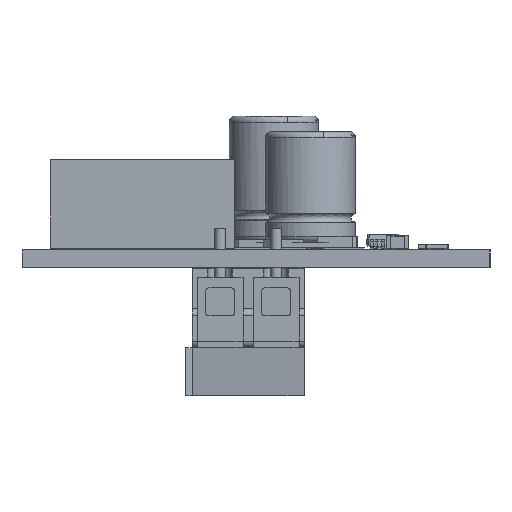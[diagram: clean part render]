
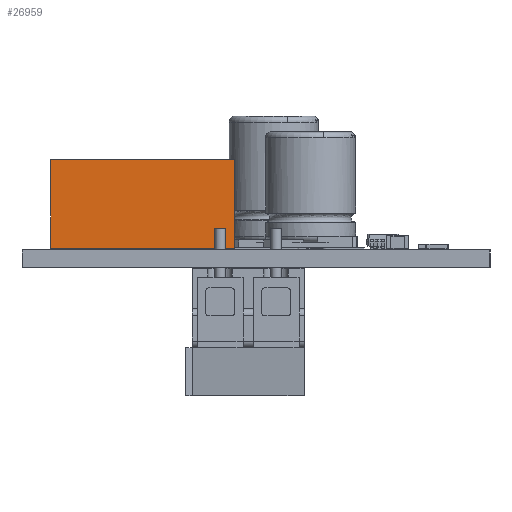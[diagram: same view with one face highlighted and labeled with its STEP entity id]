
A CAD part, left-side view. The second image highlights one B-rep face of the part: STEP entity #26959.
In plain terms, the highlighted planar face has unit normal (-1, 0, 0).
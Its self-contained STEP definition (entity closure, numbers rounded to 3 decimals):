
#14954 = PLANE('',#14955);
#14955 = AXIS2_PLACEMENT_3D('',#14956,#14957,#14958);
#14956 = CARTESIAN_POINT('',(7.7,7.9,8.2));
#14957 = DIRECTION('',(0.,1.,0.));
#14958 = DIRECTION('',(0.,-0.,1.));
#20776 = EDGE_CURVE('',#20777,#20779,#20781,.T.);
#20777 = VERTEX_POINT('',#20778);
#20778 = CARTESIAN_POINT('',(-7.7,7.9,-8.2));
#20779 = VERTEX_POINT('',#20780);
#20780 = CARTESIAN_POINT('',(-7.7,7.9,8.2));
#20781 = SURFACE_CURVE('',#20782,(#20786,#20793),.PCURVE_S1.);
#20782 = LINE('',#20783,#20784);
#20783 = CARTESIAN_POINT('',(-7.7,7.9,8.2));
#20784 = VECTOR('',#20785,1.);
#20785 = DIRECTION('',(0.,-0.,1.));
#20786 = PCURVE('',#14954,#20787);
#20787 = DEFINITIONAL_REPRESENTATION('',(#20788),#20792);
#20788 = LINE('',#20789,#20790);
#20789 = CARTESIAN_POINT('',(0.,-15.4));
#20790 = VECTOR('',#20791,1.);
#20791 = DIRECTION('',(1.,0.));
#20792 = ( GEOMETRIC_REPRESENTATION_CONTEXT(2) 
PARAMETRIC_REPRESENTATION_CONTEXT() REPRESENTATION_CONTEXT('2D SPACE',''
  ) );
#20793 = PCURVE('',#20794,#20799);
#20794 = PLANE('',#20795);
#20795 = AXIS2_PLACEMENT_3D('',#20796,#20797,#20798);
#20796 = CARTESIAN_POINT('',(-7.7,7.9,-8.2));
#20797 = DIRECTION('',(1.,0.,0.));
#20798 = DIRECTION('',(0.,0.,-1.));
#20799 = DEFINITIONAL_REPRESENTATION('',(#20800),#20804);
#20800 = LINE('',#20801,#20802);
#20801 = CARTESIAN_POINT('',(-16.4,0.));
#20802 = VECTOR('',#20803,1.);
#20803 = DIRECTION('',(-1.,0.));
#20804 = ( GEOMETRIC_REPRESENTATION_CONTEXT(2) 
PARAMETRIC_REPRESENTATION_CONTEXT() REPRESENTATION_CONTEXT('2D SPACE',''
  ) );
#20822 = PLANE('',#20823);
#20823 = AXIS2_PLACEMENT_3D('',#20824,#20825,#20826);
#20824 = CARTESIAN_POINT('',(-7.7,7.9,8.2));
#20825 = DIRECTION('',(0.,0.,-1.));
#20826 = DIRECTION('',(-1.,0.,-0.));
#20876 = PLANE('',#20877);
#20877 = AXIS2_PLACEMENT_3D('',#20878,#20879,#20880);
#20878 = CARTESIAN_POINT('',(-7.7,7.9,-8.2));
#20879 = DIRECTION('',(0.,0.,1.));
#20880 = DIRECTION('',(1.,0.,-0.));
#26890 = VERTEX_POINT('',#26891);
#26891 = CARTESIAN_POINT('',(-7.7,0.,8.2));
#26905 = PLANE('',#26906);
#26906 = AXIS2_PLACEMENT_3D('',#26907,#26908,#26909);
#26907 = CARTESIAN_POINT('',(7.7,0.,8.2));
#26908 = DIRECTION('',(0.,1.,0.));
#26909 = DIRECTION('',(0.,-0.,1.));
#26917 = EDGE_CURVE('',#26890,#20779,#26918,.T.);
#26918 = SURFACE_CURVE('',#26919,(#26923,#26930),.PCURVE_S1.);
#26919 = LINE('',#26920,#26921);
#26920 = CARTESIAN_POINT('',(-7.7,7.9,8.2));
#26921 = VECTOR('',#26922,1.);
#26922 = DIRECTION('',(0.,1.,0.));
#26923 = PCURVE('',#20822,#26924);
#26924 = DEFINITIONAL_REPRESENTATION('',(#26925),#26929);
#26925 = LINE('',#26926,#26927);
#26926 = CARTESIAN_POINT('',(0.,0.));
#26927 = VECTOR('',#26928,1.);
#26928 = DIRECTION('',(0.,1.));
#26929 = ( GEOMETRIC_REPRESENTATION_CONTEXT(2) 
PARAMETRIC_REPRESENTATION_CONTEXT() REPRESENTATION_CONTEXT('2D SPACE',''
  ) );
#26930 = PCURVE('',#20794,#26931);
#26931 = DEFINITIONAL_REPRESENTATION('',(#26932),#26936);
#26932 = LINE('',#26933,#26934);
#26933 = CARTESIAN_POINT('',(-16.4,0.));
#26934 = VECTOR('',#26935,1.);
#26935 = DIRECTION('',(0.,1.));
#26936 = ( GEOMETRIC_REPRESENTATION_CONTEXT(2) 
PARAMETRIC_REPRESENTATION_CONTEXT() REPRESENTATION_CONTEXT('2D SPACE',''
  ) );
#26959 = ADVANCED_FACE('',(#26960),#20794,.F.);
#26960 = FACE_BOUND('',#26961,.F.);
#26961 = EDGE_LOOP('',(#26962,#26985,#27006,#27007));
#26962 = ORIENTED_EDGE('',*,*,#26963,.T.);
#26963 = EDGE_CURVE('',#26890,#26964,#26966,.T.);
#26964 = VERTEX_POINT('',#26965);
#26965 = CARTESIAN_POINT('',(-7.7,0.,-8.2));
#26966 = SURFACE_CURVE('',#26967,(#26971,#26978),.PCURVE_S1.);
#26967 = LINE('',#26968,#26969);
#26968 = CARTESIAN_POINT('',(-7.7,0.,-8.2));
#26969 = VECTOR('',#26970,1.);
#26970 = DIRECTION('',(0.,0.,-1.));
#26971 = PCURVE('',#20794,#26972);
#26972 = DEFINITIONAL_REPRESENTATION('',(#26973),#26977);
#26973 = LINE('',#26974,#26975);
#26974 = CARTESIAN_POINT('',(-0.,-7.9));
#26975 = VECTOR('',#26976,1.);
#26976 = DIRECTION('',(1.,0.));
#26977 = ( GEOMETRIC_REPRESENTATION_CONTEXT(2) 
PARAMETRIC_REPRESENTATION_CONTEXT() REPRESENTATION_CONTEXT('2D SPACE',''
  ) );
#26978 = PCURVE('',#26905,#26979);
#26979 = DEFINITIONAL_REPRESENTATION('',(#26980),#26984);
#26980 = LINE('',#26981,#26982);
#26981 = CARTESIAN_POINT('',(-16.4,-15.4));
#26982 = VECTOR('',#26983,1.);
#26983 = DIRECTION('',(-1.,0.));
#26984 = ( GEOMETRIC_REPRESENTATION_CONTEXT(2) 
PARAMETRIC_REPRESENTATION_CONTEXT() REPRESENTATION_CONTEXT('2D SPACE',''
  ) );
#26985 = ORIENTED_EDGE('',*,*,#26986,.T.);
#26986 = EDGE_CURVE('',#26964,#20777,#26987,.T.);
#26987 = SURFACE_CURVE('',#26988,(#26992,#26999),.PCURVE_S1.);
#26988 = LINE('',#26989,#26990);
#26989 = CARTESIAN_POINT('',(-7.7,7.9,-8.2));
#26990 = VECTOR('',#26991,1.);
#26991 = DIRECTION('',(0.,1.,0.));
#26992 = PCURVE('',#20794,#26993);
#26993 = DEFINITIONAL_REPRESENTATION('',(#26994),#26998);
#26994 = LINE('',#26995,#26996);
#26995 = CARTESIAN_POINT('',(0.,0.));
#26996 = VECTOR('',#26997,1.);
#26997 = DIRECTION('',(0.,1.));
#26998 = ( GEOMETRIC_REPRESENTATION_CONTEXT(2) 
PARAMETRIC_REPRESENTATION_CONTEXT() REPRESENTATION_CONTEXT('2D SPACE',''
  ) );
#26999 = PCURVE('',#20876,#27000);
#27000 = DEFINITIONAL_REPRESENTATION('',(#27001),#27005);
#27001 = LINE('',#27002,#27003);
#27002 = CARTESIAN_POINT('',(0.,0.));
#27003 = VECTOR('',#27004,1.);
#27004 = DIRECTION('',(0.,1.));
#27005 = ( GEOMETRIC_REPRESENTATION_CONTEXT(2) 
PARAMETRIC_REPRESENTATION_CONTEXT() REPRESENTATION_CONTEXT('2D SPACE',''
  ) );
#27006 = ORIENTED_EDGE('',*,*,#20776,.T.);
#27007 = ORIENTED_EDGE('',*,*,#26917,.F.);
